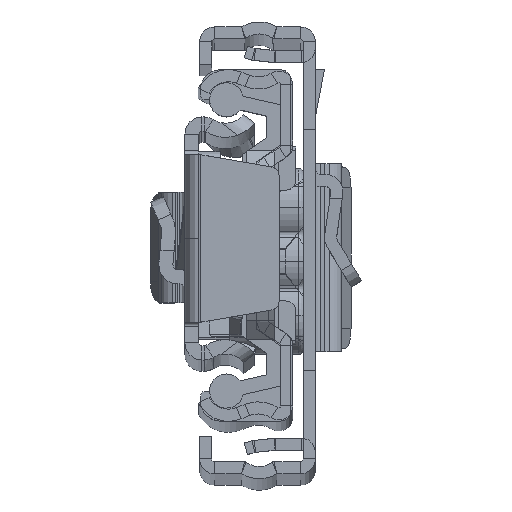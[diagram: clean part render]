
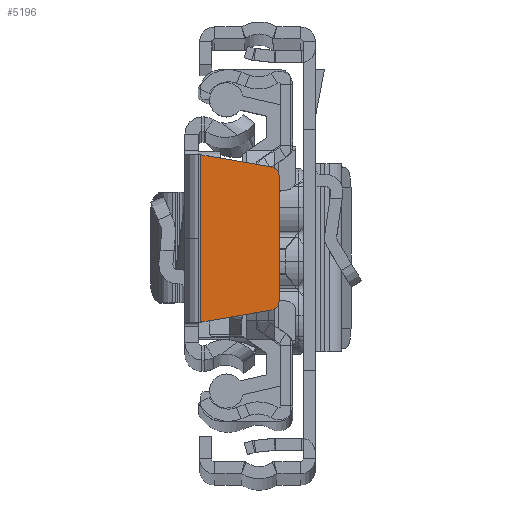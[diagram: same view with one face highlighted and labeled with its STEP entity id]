
A CAD part, top view. The second image highlights one B-rep face of the part: STEP entity #5196.
In plain terms, the highlighted planar face has unit normal (0, 0, 1).
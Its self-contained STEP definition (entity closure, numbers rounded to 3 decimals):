
#4 = ORIENTED_EDGE ( 'NONE', *, *, #6387, .T. ) ;
#95 = PLANE ( 'NONE',  #6293 ) ;
#426 = EDGE_LOOP ( 'NONE', ( #4, #21451, #13559, #2285, #3051, #11474 ) ) ;
#1841 = DIRECTION ( 'NONE',  ( 1., 0., 0. ) ) ;
#1920 = EDGE_CURVE ( 'NONE', #10717, #14074, #21539, .T. ) ;
#2285 = ORIENTED_EDGE ( 'NONE', *, *, #1920, .T. ) ;
#2633 = EDGE_CURVE ( 'NONE', #6533, #4972, #17367, .T. ) ;
#2928 = DIRECTION ( 'NONE',  ( 1., 0., 0. ) ) ;
#3051 = ORIENTED_EDGE ( 'NONE', *, *, #8493, .T. ) ;
#3191 = CARTESIAN_POINT ( 'NONE',  ( 9.4, 6.156, 0. ) ) ;
#3715 = LINE ( 'NONE', #20646, #11944 ) ;
#4872 = DIRECTION ( 'NONE',  ( 0., 0., 1. ) ) ;
#4972 = VERTEX_POINT ( 'NONE', #20999 ) ;
#5196 = ADVANCED_FACE ( 'NONE', ( #8794 ), #95, .F. ) ;
#5370 = DIRECTION ( 'NONE',  ( 0., -1., 0. ) ) ;
#5787 = AXIS2_PLACEMENT_3D ( 'NONE', #9454, #16444, #2928 ) ;
#5836 = DIRECTION ( 'NONE',  ( 0.986, 0.168, 0. ) ) ;
#5899 = CARTESIAN_POINT ( 'NONE',  ( 1.6, 8.333, 0. ) ) ;
#5900 = AXIS2_PLACEMENT_3D ( 'NONE', #16951, #4872, #11581 ) ;
#6136 = VECTOR ( 'NONE', #11871, 1000. ) ;
#6293 = AXIS2_PLACEMENT_3D ( 'NONE', #7126, #15370, #1841 ) ;
#6387 = EDGE_CURVE ( 'NONE', #10819, #6533, #3715, .T. ) ;
#6484 = CARTESIAN_POINT ( 'NONE',  ( 9.4, 6.156, 0. ) ) ;
#6533 = VERTEX_POINT ( 'NONE', #15791 ) ;
#6593 = CARTESIAN_POINT ( 'NONE',  ( 1.5, 8.35, 0. ) ) ;
#7126 = CARTESIAN_POINT ( 'NONE',  ( 8.4, 6.156, 0. ) ) ;
#7192 = CIRCLE ( 'NONE', #5787, 1. ) ;
#8358 = LINE ( 'NONE', #6593, #6136 ) ;
#8493 = EDGE_CURVE ( 'NONE', #14074, #12691, #11864, .T. ) ;
#8501 = CARTESIAN_POINT ( 'NONE',  ( 8.568, 7.142, 0. ) ) ;
#8794 = FACE_OUTER_BOUND ( 'NONE', #426, .T. ) ;
#9454 = CARTESIAN_POINT ( 'NONE',  ( 8.4, -6.156, 0. ) ) ;
#10717 = VERTEX_POINT ( 'NONE', #17646 ) ;
#10819 = VERTEX_POINT ( 'NONE', #5899 ) ;
#11459 = VECTOR ( 'NONE', #5836, 1000. ) ;
#11474 = ORIENTED_EDGE ( 'NONE', *, *, #11894, .T. ) ;
#11581 = DIRECTION ( 'NONE',  ( 1., 0., 0. ) ) ;
#11864 = CIRCLE ( 'NONE', #5900, 1. ) ;
#11871 = DIRECTION ( 'NONE',  ( -0.986, 0.168, 0. ) ) ;
#11894 = EDGE_CURVE ( 'NONE', #12691, #10819, #8358, .T. ) ;
#11944 = VECTOR ( 'NONE', #5370, 1000. ) ;
#12155 = EDGE_CURVE ( 'NONE', #4972, #10717, #7192, .T. ) ;
#12691 = VERTEX_POINT ( 'NONE', #8501 ) ;
#13559 = ORIENTED_EDGE ( 'NONE', *, *, #12155, .T. ) ;
#14074 = VERTEX_POINT ( 'NONE', #3191 ) ;
#15370 = DIRECTION ( 'NONE',  ( 0., 0., -1. ) ) ;
#15616 = VECTOR ( 'NONE', #18467, 1000. ) ;
#15791 = CARTESIAN_POINT ( 'NONE',  ( 1.6, -8.333, 0. ) ) ;
#16034 = CARTESIAN_POINT ( 'NONE',  ( 8.568, -7.142, 0. ) ) ;
#16444 = DIRECTION ( 'NONE',  ( 0., 0., 1. ) ) ;
#16951 = CARTESIAN_POINT ( 'NONE',  ( 8.4, 6.156, 0. ) ) ;
#17367 = LINE ( 'NONE', #16034, #11459 ) ;
#17646 = CARTESIAN_POINT ( 'NONE',  ( 9.4, -6.156, 0. ) ) ;
#18467 = DIRECTION ( 'NONE',  ( 0., 1., 0. ) ) ;
#20646 = CARTESIAN_POINT ( 'NONE',  ( 1.6, -8.333, 0. ) ) ;
#20999 = CARTESIAN_POINT ( 'NONE',  ( 8.568, -7.142, 0. ) ) ;
#21451 = ORIENTED_EDGE ( 'NONE', *, *, #2633, .T. ) ;
#21539 = LINE ( 'NONE', #6484, #15616 ) ;
